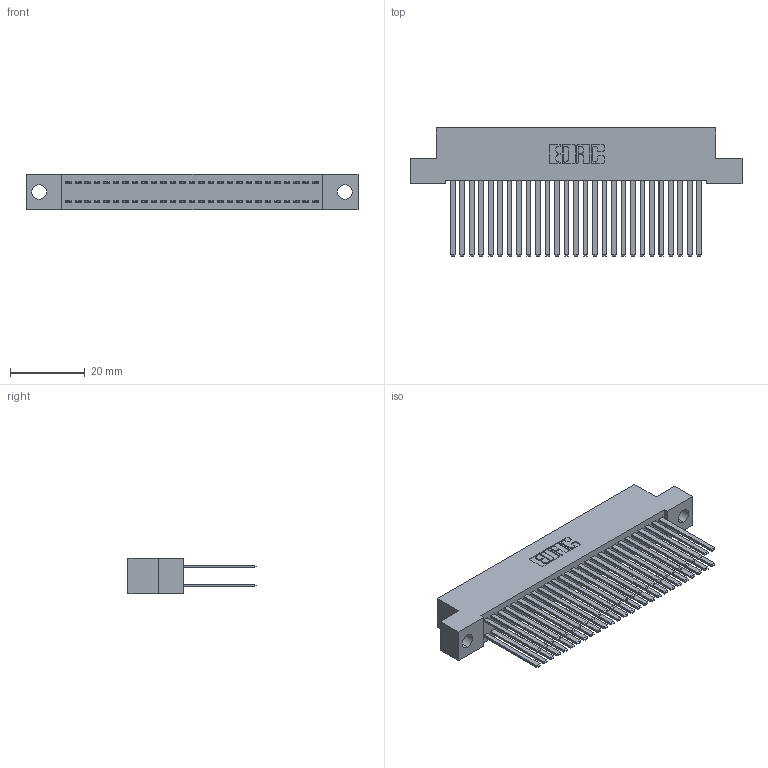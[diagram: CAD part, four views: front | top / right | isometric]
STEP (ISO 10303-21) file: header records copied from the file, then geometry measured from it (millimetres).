
FILE_DESCRIPTION (( 'STEP AP203' ), '1' );
FILE_NAME ('342-054-544-204.STEP', '2018-08-13T00:40:36', ( '' ), ( '' ), 'SwSTEP 2.0', 'SolidWorks 2016', '' );
FILE_SCHEMA (( 'CONFIG_CONTROL_DESIGN' ));
Length unit declared in the file: inch
Products named in the file (3): 342 Part_.156 TH; 345-292-001_345-293-144; 342-054-544-204
Assembly tree (55 placements, depth 2):
  342-054-544-204
    342 Part_.156 TH
    345-292-001_345-293-144  x54
Bounding box: 88.9 x 34.3 x 9.4 mm (x, y, z)
Volume: 8586.6 mm3; surface area: 15527.8 mm2
Topology: 55 solids, 55 shells, 2594 faces, 7697 edges, 5058 vertices
Faces by surface type: plane 1794, cylinder 800
Entity records: 18997 total; most frequent: CARTESIAN_POINT 3162, ORIENTED_EDGE 3098, DIRECTION 2725, EDGE_CURVE 1549, VECTOR 1425, LINE 1425, VERTEX_POINT 1030, AXIS2_PLACEMENT_3D 650
